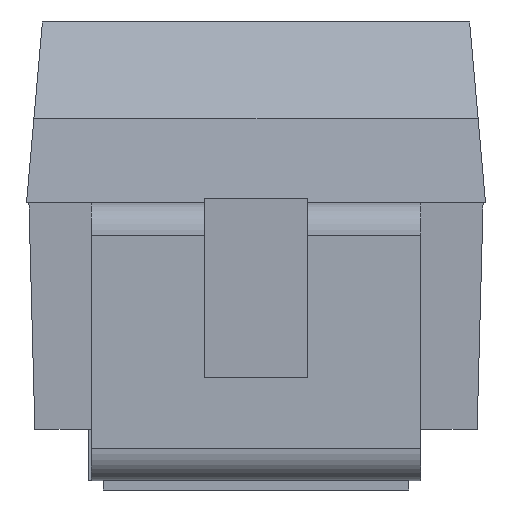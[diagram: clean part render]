
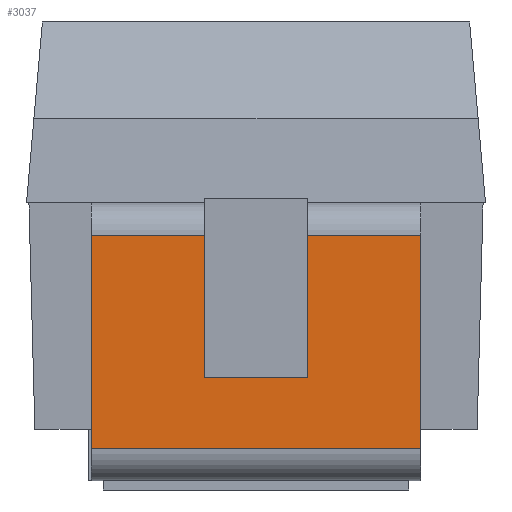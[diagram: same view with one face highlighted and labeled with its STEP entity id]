
A CAD part, left-side view. The second image highlights one B-rep face of the part: STEP entity #3037.
In plain terms, the highlighted planar face has unit normal (-1, 0, 0).
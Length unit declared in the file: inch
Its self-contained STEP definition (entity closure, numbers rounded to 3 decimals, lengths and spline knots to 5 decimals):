
#160 = VECTOR ( 'NONE', #2951, 39.37008 ) ;
#261 = LINE ( 'NONE', #722, #2816 ) ;
#344 = LINE ( 'NONE', #1987, #2080 ) ;
#470 = LINE ( 'NONE', #679, #1149 ) ;
#502 = DIRECTION ( 'NONE',  ( -1., 0., 0. ) ) ;
#516 = VERTEX_POINT ( 'NONE', #2508 ) ;
#565 = VERTEX_POINT ( 'NONE', #2835 ) ;
#601 = EDGE_CURVE ( 'NONE', #1641, #2830, #2044, .T. ) ;
#679 = CARTESIAN_POINT ( 'NONE',  ( -0.02223, 0.008, 0.016 ) ) ;
#722 = CARTESIAN_POINT ( 'NONE',  ( -0.02223, -0.008, 0.016 ) ) ;
#789 = EDGE_CURVE ( 'NONE', #516, #2097, #470, .T. ) ;
#827 = CARTESIAN_POINT ( 'NONE',  ( -0.02223, -0.0255, 0.005 ) ) ;
#928 = CARTESIAN_POINT ( 'NONE',  ( -0.02223, 0.0255, 0.038 ) ) ;
#954 = EDGE_CURVE ( 'NONE', #1517, #1759, #2339, .T. ) ;
#981 = EDGE_LOOP ( 'NONE', ( #2179, #2731, #1932, #3095, #1172, #2589, #1211, #2741 ) ) ;
#983 = CARTESIAN_POINT ( 'NONE',  ( -0.02223, 0.0255, 0.005 ) ) ;
#1149 = VECTOR ( 'NONE', #2868, 39.37008 ) ;
#1154 = LINE ( 'NONE', #1955, #2099 ) ;
#1162 = DIRECTION ( 'NONE',  ( 0., 1., 0. ) ) ;
#1172 = ORIENTED_EDGE ( 'NONE', *, *, #2819, .T. ) ;
#1211 = ORIENTED_EDGE ( 'NONE', *, *, #1235, .T. ) ;
#1215 = LINE ( 'NONE', #928, #2518 ) ;
#1235 = EDGE_CURVE ( 'NONE', #1759, #1641, #1154, .T. ) ;
#1303 = CARTESIAN_POINT ( 'NONE',  ( -0.02223, 0.0255, 0.038 ) ) ;
#1337 = DIRECTION ( 'NONE',  ( 0., 1., 0. ) ) ;
#1517 = VERTEX_POINT ( 'NONE', #2621 ) ;
#1523 = VECTOR ( 'NONE', #1337, 39.37008 ) ;
#1588 = VECTOR ( 'NONE', #2249, 39.37008 ) ;
#1641 = VERTEX_POINT ( 'NONE', #2231 ) ;
#1658 = DIRECTION ( 'NONE',  ( 0., 0., 1. ) ) ;
#1719 = DIRECTION ( 'NONE',  ( 0., 0., -1. ) ) ;
#1759 = VERTEX_POINT ( 'NONE', #827 ) ;
#1932 = ORIENTED_EDGE ( 'NONE', *, *, #789, .F. ) ;
#1955 = CARTESIAN_POINT ( 'NONE',  ( -0.02223, -0.0255, 0. ) ) ;
#1966 = EDGE_CURVE ( 'NONE', #516, #2889, #1215, .T. ) ;
#1984 = PLANE ( 'NONE',  #2852 ) ;
#1987 = CARTESIAN_POINT ( 'NONE',  ( -0.02223, 0.0255, 0. ) ) ;
#2011 = CARTESIAN_POINT ( 'NONE',  ( -0.02223, 0.0255, 0.038 ) ) ;
#2044 = LINE ( 'NONE', #1303, #1523 ) ;
#2080 = VECTOR ( 'NONE', #1719, 39.37008 ) ;
#2097 = VERTEX_POINT ( 'NONE', #2348 ) ;
#2099 = VECTOR ( 'NONE', #2924, 39.37008 ) ;
#2179 = ORIENTED_EDGE ( 'NONE', *, *, #2794, .F. ) ;
#2231 = CARTESIAN_POINT ( 'NONE',  ( -0.02223, -0.0255, 0.038 ) ) ;
#2249 = DIRECTION ( 'NONE',  ( 0., -1., 0. ) ) ;
#2273 = CARTESIAN_POINT ( 'NONE',  ( -0.02223, 0.0255, 0. ) ) ;
#2339 = LINE ( 'NONE', #983, #1588 ) ;
#2348 = CARTESIAN_POINT ( 'NONE',  ( -0.02223, 0.008, 0.016 ) ) ;
#2508 = CARTESIAN_POINT ( 'NONE',  ( -0.02223, 0.008, 0.038 ) ) ;
#2510 = FACE_OUTER_BOUND ( 'NONE', #981, .T. ) ;
#2518 = VECTOR ( 'NONE', #1162, 39.37008 ) ;
#2589 = ORIENTED_EDGE ( 'NONE', *, *, #954, .T. ) ;
#2621 = CARTESIAN_POINT ( 'NONE',  ( -0.02223, 0.0255, 0.005 ) ) ;
#2694 = CARTESIAN_POINT ( 'NONE',  ( -0.02223, 0.008, 0.016 ) ) ;
#2729 = EDGE_CURVE ( 'NONE', #2097, #565, #2975, .T. ) ;
#2731 = ORIENTED_EDGE ( 'NONE', *, *, #2729, .F. ) ;
#2737 = DIRECTION ( 'NONE',  ( 0., 0., 1. ) ) ;
#2740 = CARTESIAN_POINT ( 'NONE',  ( -0.02223, -0.008, 0.038 ) ) ;
#2741 = ORIENTED_EDGE ( 'NONE', *, *, #601, .T. ) ;
#2794 = EDGE_CURVE ( 'NONE', #565, #2830, #261, .T. ) ;
#2816 = VECTOR ( 'NONE', #1658, 39.37008 ) ;
#2819 = EDGE_CURVE ( 'NONE', #2889, #1517, #344, .T. ) ;
#2830 = VERTEX_POINT ( 'NONE', #2740 ) ;
#2835 = CARTESIAN_POINT ( 'NONE',  ( -0.02223, -0.008, 0.016 ) ) ;
#2852 = AXIS2_PLACEMENT_3D ( 'NONE', #2273, #502, #2737 ) ;
#2868 = DIRECTION ( 'NONE',  ( 0., 0., -1. ) ) ;
#2889 = VERTEX_POINT ( 'NONE', #2011 ) ;
#2924 = DIRECTION ( 'NONE',  ( 0., 0., 1. ) ) ;
#2951 = DIRECTION ( 'NONE',  ( 0., -1., 0. ) ) ;
#2975 = LINE ( 'NONE', #2694, #160 ) ;
#3037 = ADVANCED_FACE ( 'NONE', ( #2510 ), #1984, .T. ) ;
#3095 = ORIENTED_EDGE ( 'NONE', *, *, #1966, .T. ) ;
